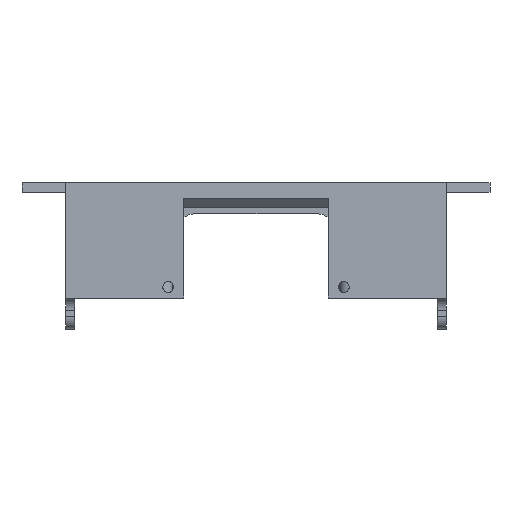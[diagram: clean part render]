
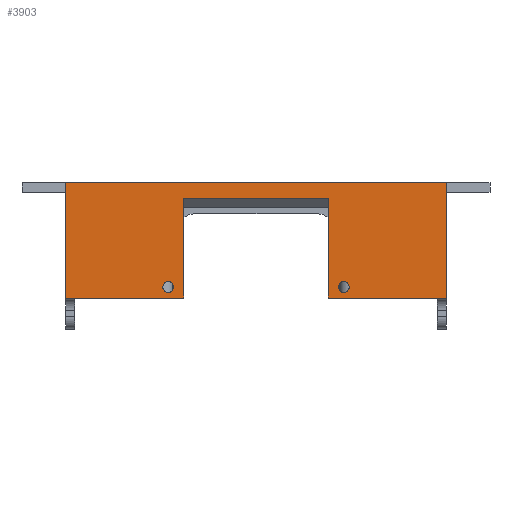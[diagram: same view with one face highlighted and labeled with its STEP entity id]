
A CAD part, front view. The second image highlights one B-rep face of the part: STEP entity #3903.
In plain terms, the highlighted planar face has unit normal (0, -1, 0).
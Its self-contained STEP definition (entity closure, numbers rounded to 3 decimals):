
#98=FACE_BOUND('',#887,.T.);
#99=FACE_BOUND('',#888,.T.);
#405=CIRCLE('',#4278,1.75);
#406=CIRCLE('',#4279,1.75);
#615=FACE_OUTER_BOUND('',#886,.T.);
#886=EDGE_LOOP('',(#3390,#3391,#3392,#3393,#3394,#3395,#3396,#3397));
#887=EDGE_LOOP('',(#3398));
#888=EDGE_LOOP('',(#3399));
#1087=LINE('',#5753,#1456);
#1109=LINE('',#5801,#1478);
#1158=LINE('',#5979,#1527);
#1196=LINE('',#6109,#1565);
#1221=LINE('',#6199,#1590);
#1269=LINE('',#6376,#1638);
#1271=LINE('',#6379,#1640);
#1273=LINE('',#6382,#1642);
#1456=VECTOR('',#4642,10.);
#1478=VECTOR('',#4674,10.);
#1527=VECTOR('',#4833,10.);
#1565=VECTOR('',#4967,10.);
#1590=VECTOR('',#5038,10.);
#1638=VECTOR('',#5218,10.);
#1640=VECTOR('',#5222,10.);
#1642=VECTOR('',#5226,10.);
#1805=VERTEX_POINT('',#5750);
#1806=VERTEX_POINT('',#5752);
#1826=VERTEX_POINT('',#5798);
#1827=VERTEX_POINT('',#5800);
#1901=VERTEX_POINT('',#5978);
#1945=VERTEX_POINT('',#6108);
#1987=VERTEX_POINT('',#6197);
#2050=VERTEX_POINT('',#6374);
#2051=VERTEX_POINT('',#6384);
#2052=VERTEX_POINT('',#6386);
#2213=EDGE_CURVE('',#1806,#1805,#1087,.T.);
#2237=EDGE_CURVE('',#1826,#1827,#1109,.T.);
#2327=EDGE_CURVE('',#1827,#1901,#1158,.T.);
#2394=EDGE_CURVE('',#1901,#1945,#1196,.T.);
#2439=EDGE_CURVE('',#1826,#1987,#1221,.T.);
#2531=EDGE_CURVE('',#2050,#1987,#1269,.T.);
#2533=EDGE_CURVE('',#1805,#1945,#1271,.T.);
#2535=EDGE_CURVE('',#2050,#1806,#1273,.T.);
#2536=EDGE_CURVE('',#2051,#2051,#405,.T.);
#2537=EDGE_CURVE('',#2052,#2052,#406,.T.);
#3390=ORIENTED_EDGE('',*,*,#2535,.T.);
#3391=ORIENTED_EDGE('',*,*,#2213,.T.);
#3392=ORIENTED_EDGE('',*,*,#2533,.T.);
#3393=ORIENTED_EDGE('',*,*,#2394,.F.);
#3394=ORIENTED_EDGE('',*,*,#2327,.F.);
#3395=ORIENTED_EDGE('',*,*,#2237,.F.);
#3396=ORIENTED_EDGE('',*,*,#2439,.T.);
#3397=ORIENTED_EDGE('',*,*,#2531,.F.);
#3398=ORIENTED_EDGE('',*,*,#2536,.T.);
#3399=ORIENTED_EDGE('',*,*,#2537,.T.);
#3758=PLANE('',#4277);
#3903=ADVANCED_FACE('',(#615,#98,#99),#3758,.T.);
#4277=AXIS2_PLACEMENT_3D('',#6383,#5227,#5228);
#4278=AXIS2_PLACEMENT_3D('',#6385,#5229,#5230);
#4279=AXIS2_PLACEMENT_3D('',#6387,#5231,#5232);
#4642=DIRECTION('',(1.,0.,0.));
#4674=DIRECTION('',(1.,0.,0.));
#4833=DIRECTION('',(0.,0.,-1.));
#4967=DIRECTION('',(-1.,0.,0.));
#5038=DIRECTION('',(0.,0.,-1.));
#5218=DIRECTION('',(-1.,0.,0.));
#5222=DIRECTION('',(0.,0.,-1.));
#5226=DIRECTION('',(0.,0.,1.));
#5227=DIRECTION('center_axis',(0.,-1.,0.));
#5228=DIRECTION('ref_axis',(-1.,0.,0.));
#5229=DIRECTION('center_axis',(0.,1.,0.));
#5230=DIRECTION('ref_axis',(1.,0.,0.));
#5231=DIRECTION('center_axis',(0.,1.,0.));
#5232=DIRECTION('ref_axis',(1.,0.,0.));
#5750=CARTESIAN_POINT('',(23.25,-97.75,0.));
#5752=CARTESIAN_POINT('',(-23.25,-97.75,0.));
#5753=CARTESIAN_POINT('',(17.475,-97.75,0.));
#5798=CARTESIAN_POINT('',(-61.2,-97.75,5.));
#5800=CARTESIAN_POINT('',(61.2,-97.75,5.));
#5801=CARTESIAN_POINT('',(-58.2,-97.75,5.));
#5978=CARTESIAN_POINT('',(61.2,-97.75,-32.));
#5979=CARTESIAN_POINT('',(61.2,-97.75,5.));
#6108=CARTESIAN_POINT('',(23.25,-97.75,-32.));
#6109=CARTESIAN_POINT('',(-58.2,-97.75,-32.));
#6197=CARTESIAN_POINT('',(-61.2,-97.75,-32.));
#6199=CARTESIAN_POINT('',(-61.2,-97.75,5.));
#6374=CARTESIAN_POINT('',(-23.25,-97.75,-32.));
#6376=CARTESIAN_POINT('',(-58.2,-97.75,-32.));
#6379=CARTESIAN_POINT('',(23.25,-97.75,2.5));
#6382=CARTESIAN_POINT('',(-23.25,-97.75,-13.5));
#6383=CARTESIAN_POINT('Origin',(58.2,-97.75,5.));
#6384=CARTESIAN_POINT('',(-29.95,-97.75,-28.5));
#6385=CARTESIAN_POINT('Origin',(-28.2,-97.75,-28.5));
#6386=CARTESIAN_POINT('',(26.45,-97.75,-28.5));
#6387=CARTESIAN_POINT('Origin',(28.2,-97.75,-28.5));
